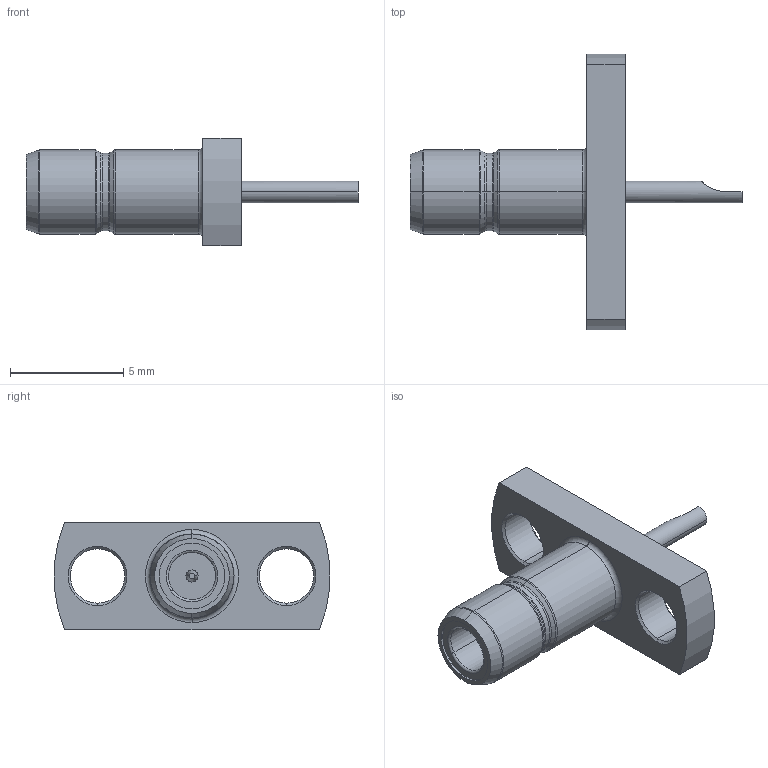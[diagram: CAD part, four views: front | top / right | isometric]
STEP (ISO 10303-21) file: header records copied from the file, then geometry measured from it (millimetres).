
FILE_DESCRIPTION (( 'STEP AP214' ), '1' );
FILE_NAME ('ÑÖÍÊ.434521.041ÑÁ_Âèëêà+äëÿ ïîòðåáèòåëÿ.STEP', '2018-12-03T08:53:57', ( 'User' ), ( '' ), 'SwSTEP 2.0', 'SolidWorks 2016', '' );
FILE_SCHEMA (( 'AUTOMOTIVE_DESIGN' ));
Length unit declared in the file: millimetre
Products named in the file (1): ÑÖÍÊ.434521.041ÑÁ_Âèëêà+äëÿ ïîòðåáèòåëÿ
Bounding box: 14.65 x 12.16 x 4.75 mm (x, y, z)
Volume: 152.6 mm3; surface area: 306.6 mm2
Topology: 1 solids, 1 shells, 72 faces, 156 edges, 91 vertices
Faces by surface type: cylinder 25, cone 20, torus 14, plane 13
Entity records: 2809 total; most frequent: DIRECTION 388, CARTESIAN_POINT 362, ORIENTED_EDGE 308, AXIS2_PLACEMENT_3D 165, EDGE_CURVE 154, CIRCLE 92, VERTEX_POINT 91, EDGE_LOOP 83
